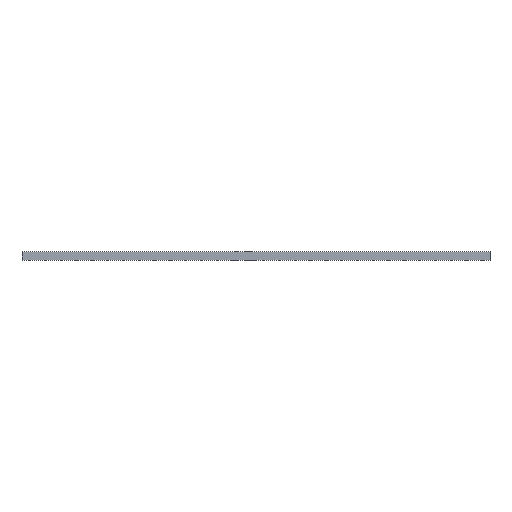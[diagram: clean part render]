
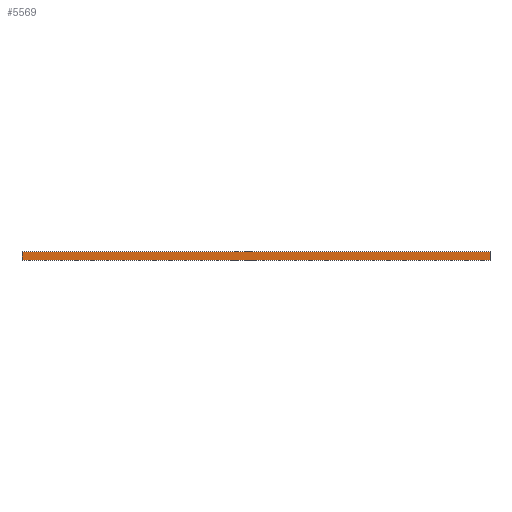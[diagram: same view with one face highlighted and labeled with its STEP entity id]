
A CAD part, front view. The second image highlights one B-rep face of the part: STEP entity #5569.
In plain terms, the highlighted planar face has unit normal (0, -0.999, -0.035).
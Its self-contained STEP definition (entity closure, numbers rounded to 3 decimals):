
#117 = LINE ( 'NONE', #1014, #11273 ) ;
#1014 = CARTESIAN_POINT ( 'NONE',  ( -3000., -0.01, 0.29 ) ) ;
#2418 = LINE ( 'NONE', #4567, #3782 ) ;
#2791 = FACE_OUTER_BOUND ( 'NONE', #6142, .T. ) ;
#3425 = VECTOR ( 'NONE', #10741, 1000. ) ;
#3782 = VECTOR ( 'NONE', #13279, 1000. ) ;
#4567 = CARTESIAN_POINT ( 'NONE',  ( 3000., -0.01, 0.29 ) ) ;
#5033 = VERTEX_POINT ( 'NONE', #5315 ) ;
#5315 = CARTESIAN_POINT ( 'NONE',  ( 3000., -0.01, 0.29 ) ) ;
#5569 = ADVANCED_FACE ( 'NONE', ( #2791 ), #19323, .T. ) ;
#6142 = EDGE_LOOP ( 'NONE', ( #15459, #8302, #20490, #7783 ) ) ;
#6159 = VERTEX_POINT ( 'NONE', #14176 ) ;
#7020 = LINE ( 'NONE', #7319, #8397 ) ;
#7319 = CARTESIAN_POINT ( 'NONE',  ( 3000., -3.694, 105.793 ) ) ;
#7783 = ORIENTED_EDGE ( 'NONE', *, *, #8940, .T. ) ;
#8302 = ORIENTED_EDGE ( 'NONE', *, *, #11392, .F. ) ;
#8397 = VECTOR ( 'NONE', #9084, 1000. ) ;
#8940 = EDGE_CURVE ( 'NONE', #17404, #6159, #7020, .T. ) ;
#8993 = CARTESIAN_POINT ( 'NONE',  ( 3000., -0.01, 0.29 ) ) ;
#9045 = EDGE_CURVE ( 'NONE', #5033, #17404, #2418, .T. ) ;
#9084 = DIRECTION ( 'NONE',  ( -1., 0., 0. ) ) ;
#10741 = DIRECTION ( 'NONE',  ( -1., 0., 0. ) ) ;
#11273 = VECTOR ( 'NONE', #18442, 1000. ) ;
#11392 = EDGE_CURVE ( 'NONE', #5033, #19548, #16514, .T. ) ;
#13279 = DIRECTION ( 'NONE',  ( 0., -0.035, 0.999 ) ) ;
#13461 = EDGE_CURVE ( 'NONE', #19548, #6159, #117, .T. ) ;
#14176 = CARTESIAN_POINT ( 'NONE',  ( -3000., -3.694, 105.793 ) ) ;
#15459 = ORIENTED_EDGE ( 'NONE', *, *, #13461, .F. ) ;
#16123 = DIRECTION ( 'NONE',  ( 0., 0.035, -0.999 ) ) ;
#16514 = LINE ( 'NONE', #8993, #3425 ) ;
#17404 = VERTEX_POINT ( 'NONE', #19906 ) ;
#18079 = DIRECTION ( 'NONE',  ( 0., -0.999, -0.035 ) ) ;
#18156 = CARTESIAN_POINT ( 'NONE',  ( 3000., -0.01, 0.29 ) ) ;
#18442 = DIRECTION ( 'NONE',  ( 0., -0.035, 0.999 ) ) ;
#19323 = PLANE ( 'NONE',  #21386 ) ;
#19548 = VERTEX_POINT ( 'NONE', #21505 ) ;
#19906 = CARTESIAN_POINT ( 'NONE',  ( 3000., -3.694, 105.793 ) ) ;
#20490 = ORIENTED_EDGE ( 'NONE', *, *, #9045, .T. ) ;
#21386 = AXIS2_PLACEMENT_3D ( 'NONE', #18156, #18079, #16123 ) ;
#21505 = CARTESIAN_POINT ( 'NONE',  ( -3000., -0.01, 0.29 ) ) ;
